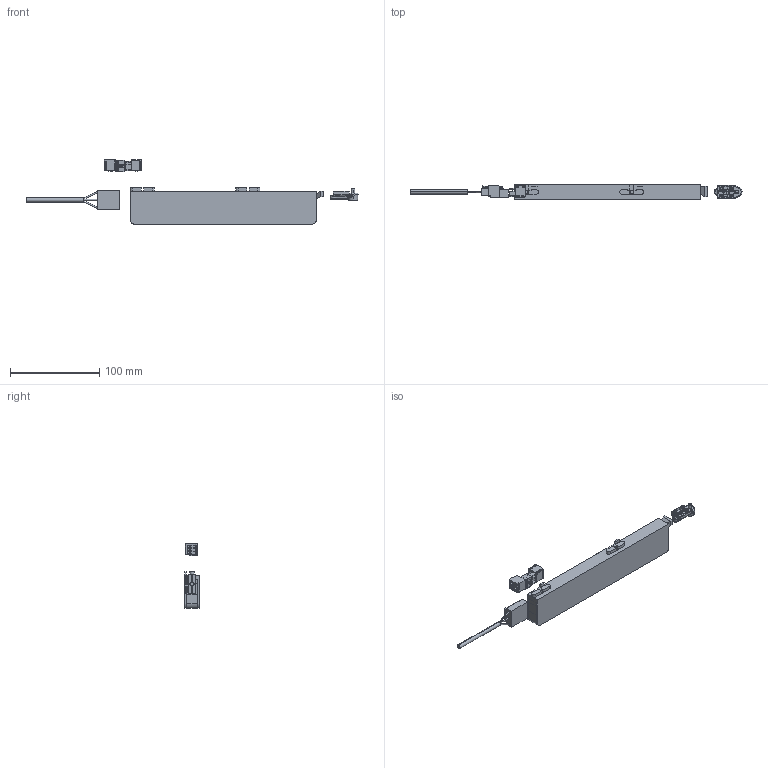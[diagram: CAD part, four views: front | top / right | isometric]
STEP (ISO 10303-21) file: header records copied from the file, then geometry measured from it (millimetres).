
FILE_DESCRIPTION((''),'2;1');
FILE_NAME('K1815301000_BD01_SW0001','2021-02-23T08:48:44',('Bippus'),(''),'CREO PARAMETRIC BY PTC INC, 2020044','CREO PARAMETRIC BY PTC INC, 2020044','');
FILE_SCHEMA(('CONFIG_CONTROL_DESIGN'));
Length unit declared in the file: millimetre
Products named in the file (1): K1815301000_BD01_SW0001
Bounding box: 371.11 x 16 x 71.94 mm (x, y, z)
Volume: 133874.6 mm3; surface area: 34994.7 mm2
Topology: 5 solids, 5 shells, 1452 faces, 3748 edges, 2374 vertices
Faces by surface type: plane 999, cylinder 281, bspline 78, torus 46, cone 32, sphere 16
Entity records: 46892 total; most frequent: CARTESIAN_POINT 11923, ORIENTED_EDGE 7486, DIRECTION 6831, EDGE_CURVE 3743, VECTOR 2839, LINE 2839, VERTEX_POINT 2373, AXIS2_PLACEMENT_3D 1996
